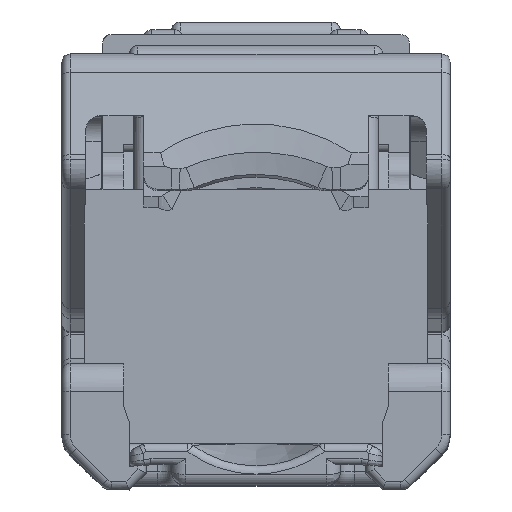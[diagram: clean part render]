
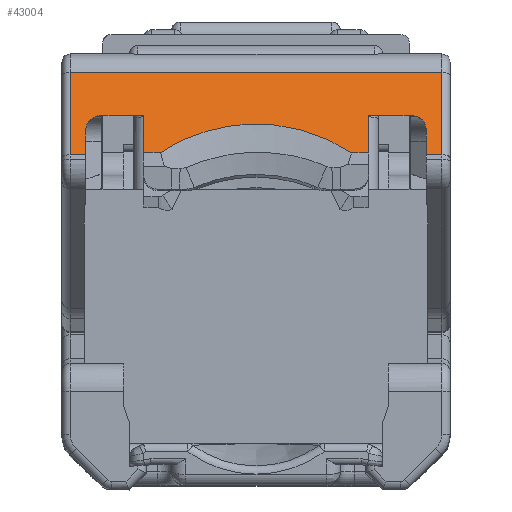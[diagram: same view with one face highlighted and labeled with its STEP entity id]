
A CAD part, top view. The second image highlights one B-rep face of the part: STEP entity #43004.
In plain terms, the highlighted planar face has unit normal (0, 0.342, 0.94).
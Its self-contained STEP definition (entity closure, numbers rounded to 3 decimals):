
#42883=AXIS2_PLACEMENT_3D('Plane Axis2P3D',#42880,#42881,#42882) ;
#3033=CARTESIAN_POINT('Vertex',(2.9,11.976,50.586)) ;
#3036=CARTESIAN_POINT('Line Origine',(2.9,12.638,50.345)) ;
#3040=CARTESIAN_POINT('Vertex',(2.9,13.3,50.104)) ;
#3211=CARTESIAN_POINT('Vertex',(10.9,13.3,50.104)) ;
#3214=CARTESIAN_POINT('Line Origine',(10.9,12.638,50.345)) ;
#3218=CARTESIAN_POINT('Vertex',(10.9,11.976,50.586)) ;
#41171=CARTESIAN_POINT('Vertex',(0.3,14.842,49.542)) ;
#41460=CARTESIAN_POINT('Vertex',(0.3,11.912,50.609)) ;
#41481=CARTESIAN_POINT('Line Origine',(0.3,12.807,50.283)) ;
#41555=CARTESIAN_POINT('Line Origine',(0.,14.842,49.542)) ;
#41559=CARTESIAN_POINT('Vertex',(13.5,14.842,49.542)) ;
#42864=CARTESIAN_POINT('Vertex',(0.85,11.912,50.609)) ;
#42867=CARTESIAN_POINT('Line Origine',(0.,11.912,50.609)) ;
#42880=CARTESIAN_POINT('Axis2P3D Location',(0.,14.6,49.631)) ;
#42885=CARTESIAN_POINT('Line Origine',(13.225,11.912,50.609)) ;
#42889=CARTESIAN_POINT('Vertex',(12.95,11.912,50.609)) ;
#42891=CARTESIAN_POINT('Vertex',(13.5,11.912,50.609)) ;
#42894=CARTESIAN_POINT('Line Origine',(13.5,13.377,50.076)) ;
#42899=CARTESIAN_POINT('Line Origine',(0.85,12.356,50.447)) ;
#42903=CARTESIAN_POINT('Vertex',(0.85,12.8,50.286)) ;
#42907=CARTESIAN_POINT('Control Point',(0.85,12.8,50.286)) ;
#42908=CARTESIAN_POINT('Control Point',(0.85,12.859,50.264)) ;
#42909=CARTESIAN_POINT('Control Point',(0.859,12.919,50.242)) ;
#42910=CARTESIAN_POINT('Control Point',(0.877,12.98,50.22)) ;
#42911=CARTESIAN_POINT('Control Point',(0.934,13.096,50.178)) ;
#42912=CARTESIAN_POINT('Control Point',(1.028,13.191,50.143)) ;
#42913=CARTESIAN_POINT('Control Point',(1.082,13.23,50.129)) ;
#42914=CARTESIAN_POINT('Control Point',(1.17,13.273,50.114)) ;
#42915=CARTESIAN_POINT('Control Point',(1.262,13.294,50.106)) ;
#42916=CARTESIAN_POINT('Control Point',(1.292,13.298,50.104)) ;
#42917=CARTESIAN_POINT('Control Point',(1.321,13.3,50.104)) ;
#42918=CARTESIAN_POINT('Control Point',(1.35,13.3,50.104)) ;
#42919=CARTESIAN_POINT('Vertex',(1.35,13.3,50.104)) ;
#42922=CARTESIAN_POINT('Line Origine',(2.125,13.3,50.104)) ;
#42927=CARTESIAN_POINT('Line Origine',(3.2,11.976,50.586)) ;
#42931=CARTESIAN_POINT('Vertex',(3.5,11.976,50.586)) ;
#42935=CARTESIAN_POINT('Control Point',(10.3,11.976,50.586)) ;
#42936=CARTESIAN_POINT('Control Point',(9.838,12.29,50.471)) ;
#42937=CARTESIAN_POINT('Control Point',(9.319,12.552,50.376)) ;
#42938=CARTESIAN_POINT('Control Point',(8.763,12.758,50.301)) ;
#42939=CARTESIAN_POINT('Control Point',(7.959,12.954,50.23)) ;
#42940=CARTESIAN_POINT('Control Point',(7.132,13.012,50.209)) ;
#42941=CARTESIAN_POINT('Control Point',(6.905,13.016,50.207)) ;
#42942=CARTESIAN_POINT('Control Point',(6.197,12.996,50.215)) ;
#42943=CARTESIAN_POINT('Control Point',(5.501,12.871,50.26)) ;
#42944=CARTESIAN_POINT('Control Point',(5.043,12.744,50.306)) ;
#42945=CARTESIAN_POINT('Control Point',(4.449,12.519,50.388)) ;
#42946=CARTESIAN_POINT('Control Point',(3.904,12.229,50.494)) ;
#42947=CARTESIAN_POINT('Control Point',(3.765,12.149,50.523)) ;
#42948=CARTESIAN_POINT('Control Point',(3.63,12.064,50.553)) ;
#42949=CARTESIAN_POINT('Control Point',(3.5,11.976,50.586)) ;
#42950=CARTESIAN_POINT('Vertex',(10.3,11.976,50.586)) ;
#42953=CARTESIAN_POINT('Line Origine',(10.6,11.976,50.586)) ;
#42958=CARTESIAN_POINT('Line Origine',(11.675,13.3,50.104)) ;
#42962=CARTESIAN_POINT('Vertex',(12.45,13.3,50.104)) ;
#42966=CARTESIAN_POINT('Control Point',(12.45,13.3,50.104)) ;
#42967=CARTESIAN_POINT('Control Point',(12.509,13.3,50.104)) ;
#42968=CARTESIAN_POINT('Control Point',(12.57,13.291,50.107)) ;
#42969=CARTESIAN_POINT('Control Point',(12.631,13.273,50.114)) ;
#42970=CARTESIAN_POINT('Control Point',(12.748,13.214,50.135)) ;
#42971=CARTESIAN_POINT('Control Point',(12.842,13.121,50.169)) ;
#42972=CARTESIAN_POINT('Control Point',(12.881,13.066,50.189)) ;
#42973=CARTESIAN_POINT('Control Point',(12.923,12.979,50.221)) ;
#42974=CARTESIAN_POINT('Control Point',(12.944,12.888,50.254)) ;
#42975=CARTESIAN_POINT('Control Point',(12.948,12.858,50.265)) ;
#42976=CARTESIAN_POINT('Control Point',(12.95,12.829,50.275)) ;
#42977=CARTESIAN_POINT('Control Point',(12.95,12.8,50.286)) ;
#42978=CARTESIAN_POINT('Vertex',(12.95,12.8,50.286)) ;
#42981=CARTESIAN_POINT('Line Origine',(12.95,12.356,50.447)) ;
#3037=DIRECTION('Vector Direction',(0.,0.94,-0.342)) ;
#3215=DIRECTION('Vector Direction',(0.,0.94,-0.342)) ;
#41482=DIRECTION('Vector Direction',(0.,-0.94,0.342)) ;
#41556=DIRECTION('Vector Direction',(1.,0.,0.)) ;
#42868=DIRECTION('Vector Direction',(1.,0.,0.)) ;
#42881=DIRECTION('Axis2P3D Direction',(0.,-0.342,-0.94)) ;
#42882=DIRECTION('Axis2P3D XDirection',(1.,0.,0.)) ;
#42886=DIRECTION('Vector Direction',(1.,0.,0.)) ;
#42895=DIRECTION('Vector Direction',(0.,0.94,-0.342)) ;
#42900=DIRECTION('Vector Direction',(0.,0.94,-0.342)) ;
#42923=DIRECTION('Vector Direction',(-1.,0.,0.)) ;
#42928=DIRECTION('Vector Direction',(-1.,0.,0.)) ;
#42954=DIRECTION('Vector Direction',(-1.,0.,0.)) ;
#42959=DIRECTION('Vector Direction',(-1.,0.,0.)) ;
#42982=DIRECTION('Vector Direction',(0.,-0.94,0.342)) ;
#3038=VECTOR('Line Direction',#3037,1.) ;
#3216=VECTOR('Line Direction',#3215,1.) ;
#41483=VECTOR('Line Direction',#41482,1.) ;
#41557=VECTOR('Line Direction',#41556,1.) ;
#42869=VECTOR('Line Direction',#42868,1.) ;
#42887=VECTOR('Line Direction',#42886,1.) ;
#42896=VECTOR('Line Direction',#42895,1.) ;
#42901=VECTOR('Line Direction',#42900,1.) ;
#42924=VECTOR('Line Direction',#42923,1.) ;
#42929=VECTOR('Line Direction',#42928,1.) ;
#42955=VECTOR('Line Direction',#42954,1.) ;
#42960=VECTOR('Line Direction',#42959,1.) ;
#42983=VECTOR('Line Direction',#42982,1.) ;
#42987=ORIENTED_EDGE('',*,*,#42893,.T.) ;
#42988=ORIENTED_EDGE('',*,*,#42898,.T.) ;
#42989=ORIENTED_EDGE('',*,*,#41561,.T.) ;
#42990=ORIENTED_EDGE('',*,*,#41485,.T.) ;
#42991=ORIENTED_EDGE('',*,*,#42871,.T.) ;
#42992=ORIENTED_EDGE('',*,*,#42905,.T.) ;
#42993=ORIENTED_EDGE('',*,*,#42921,.T.) ;
#42994=ORIENTED_EDGE('',*,*,#42926,.F.) ;
#42995=ORIENTED_EDGE('',*,*,#3042,.F.) ;
#42996=ORIENTED_EDGE('',*,*,#42933,.F.) ;
#42997=ORIENTED_EDGE('',*,*,#42952,.F.) ;
#42998=ORIENTED_EDGE('',*,*,#42957,.F.) ;
#42999=ORIENTED_EDGE('',*,*,#3220,.T.) ;
#43000=ORIENTED_EDGE('',*,*,#42964,.F.) ;
#43001=ORIENTED_EDGE('',*,*,#42980,.T.) ;
#43002=ORIENTED_EDGE('',*,*,#42985,.T.) ;
#43004=ADVANCED_FACE('Hauptk\X2\00F6\X0\rper',(#43003),#42884,.F.) ;
#42906=B_SPLINE_CURVE_WITH_KNOTS('',5,(#42907,#42908,#42909,#42910,#42911,#42912,#42913,#42914,#42915,#42916,#42917,#42918),.UNSPECIFIED.,.F.,.U.,(6,3,3,6),(0.,0.489,0.982,1.217),.UNSPECIFIED.) ;
#42934=B_SPLINE_CURVE_WITH_KNOTS('',5,(#42935,#42936,#42937,#42938,#42939,#42940,#42941,#42942,#42943,#42944,#42945,#42946,#42947,#42948,#42949),.UNSPECIFIED.,.F.,.U.,(6,3,3,3,6),(0.,4.176,5.772,9.104,10.279),.UNSPECIFIED.) ;
#42965=B_SPLINE_CURVE_WITH_KNOTS('',5,(#42966,#42967,#42968,#42969,#42970,#42971,#42972,#42973,#42974,#42975,#42976,#42977),.UNSPECIFIED.,.F.,.U.,(6,3,3,6),(0.,0.479,0.976,1.217),.UNSPECIFIED.) ;
#3042=EDGE_CURVE('',#3034,#3041,#3039,.T.) ;
#3220=EDGE_CURVE('',#3219,#3212,#3217,.T.) ;
#41485=EDGE_CURVE('',#41172,#41461,#41484,.T.) ;
#41561=EDGE_CURVE('',#41560,#41172,#41558,.F.) ;
#42871=EDGE_CURVE('',#41461,#42865,#42870,.T.) ;
#42893=EDGE_CURVE('',#42890,#42892,#42888,.T.) ;
#42898=EDGE_CURVE('',#42892,#41560,#42897,.T.) ;
#42905=EDGE_CURVE('',#42865,#42904,#42902,.T.) ;
#42921=EDGE_CURVE('',#42904,#42920,#42906,.T.) ;
#42926=EDGE_CURVE('',#3041,#42920,#42925,.T.) ;
#42933=EDGE_CURVE('',#42932,#3034,#42930,.T.) ;
#42952=EDGE_CURVE('',#42951,#42932,#42934,.T.) ;
#42957=EDGE_CURVE('',#3219,#42951,#42956,.T.) ;
#42964=EDGE_CURVE('',#42963,#3212,#42961,.T.) ;
#42980=EDGE_CURVE('',#42963,#42979,#42965,.T.) ;
#42985=EDGE_CURVE('',#42979,#42890,#42984,.T.) ;
#42986=EDGE_LOOP('',(#42987,#42988,#42989,#42990,#42991,#42992,#42993,#42994,#42995,#42996,#42997,#42998,#42999,#43000,#43001,#43002)) ;
#43003=FACE_OUTER_BOUND('',#42986,.T.) ;
#3039=LINE('Line',#3036,#3038) ;
#3217=LINE('Line',#3214,#3216) ;
#41484=LINE('Line',#41481,#41483) ;
#41558=LINE('Line',#41555,#41557) ;
#42870=LINE('Line',#42867,#42869) ;
#42888=LINE('Line',#42885,#42887) ;
#42897=LINE('Line',#42894,#42896) ;
#42902=LINE('Line',#42899,#42901) ;
#42925=LINE('Line',#42922,#42924) ;
#42930=LINE('Line',#42927,#42929) ;
#42956=LINE('Line',#42953,#42955) ;
#42961=LINE('Line',#42958,#42960) ;
#42984=LINE('Line',#42981,#42983) ;
#42884=PLANE('',#42883) ;
#3034=VERTEX_POINT('',#3033) ;
#3041=VERTEX_POINT('',#3040) ;
#3212=VERTEX_POINT('',#3211) ;
#3219=VERTEX_POINT('',#3218) ;
#41172=VERTEX_POINT('',#41171) ;
#41461=VERTEX_POINT('',#41460) ;
#41560=VERTEX_POINT('',#41559) ;
#42865=VERTEX_POINT('',#42864) ;
#42890=VERTEX_POINT('',#42889) ;
#42892=VERTEX_POINT('',#42891) ;
#42904=VERTEX_POINT('',#42903) ;
#42920=VERTEX_POINT('',#42919) ;
#42932=VERTEX_POINT('',#42931) ;
#42951=VERTEX_POINT('',#42950) ;
#42963=VERTEX_POINT('',#42962) ;
#42979=VERTEX_POINT('',#42978) ;
